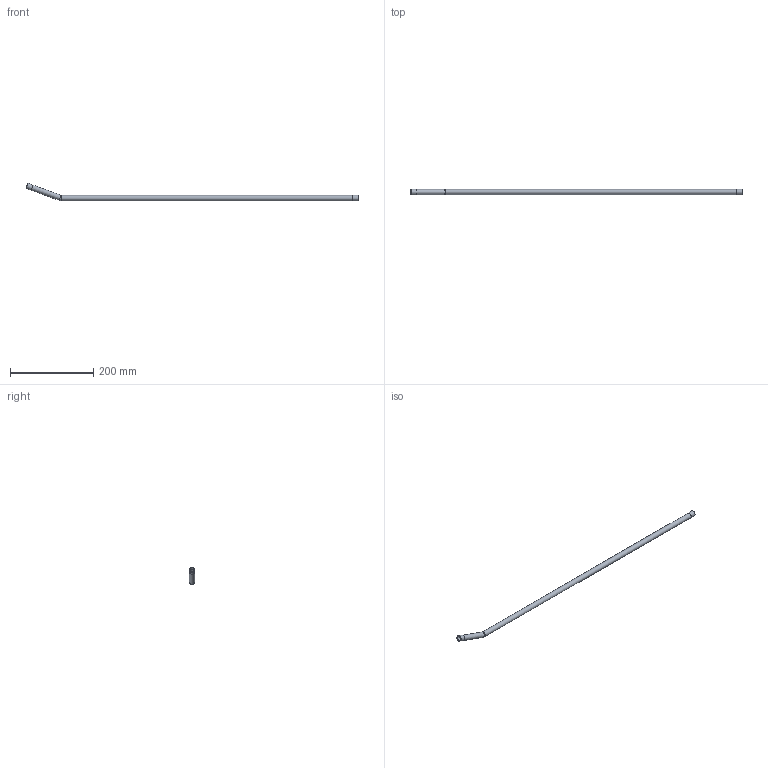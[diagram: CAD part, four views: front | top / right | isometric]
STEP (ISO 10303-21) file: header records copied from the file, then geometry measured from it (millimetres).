
FILE_DESCRIPTION(/* description */ ('Unknown'),/* implementation_level */ '2;1');
FILE_NAME(/* name */ '070008008',/* time_stamp */ '2021-01-21T13:05:55+01:00',/* author */ ('Unknown'),/* organization */ ('Unknown'),/* preprocessor_version */ 'ST-DEVELOPER v16.7',/* originating_system */ 'Solid Edge',/* authorisation */ 'Unknown');
FILE_SCHEMA (('AUTOMOTIVE_DESIGN {1 0 10303 214 3 1 1}'));
Length unit declared in the file: millimetre
Products named in the file (1): 07-8008_Düsenrohr_gebogen
Bounding box: 797.07 x 13.16 x 42.27 mm (x, y, z)
Volume: 42465.4 mm3; surface area: 56477.2 mm2
Topology: 1 solids, 1 shells, 12 faces, 23 edges, 15 vertices
Faces by surface type: cylinder 6, plane 4, torus 2
Full cylindrical faces by diameter (mm): 9.7 x2, 12.7 x2, 13.16 x2
Entity records: 278 total; most frequent: DIRECTION 50, CARTESIAN_POINT 37, AXIS2_PLACEMENT_3D 25, ORIENTED_EDGE 24, EDGE_LOOP 24, FACE_BOUND 24, EDGE_CURVE 12, VERTEX_POINT 12
